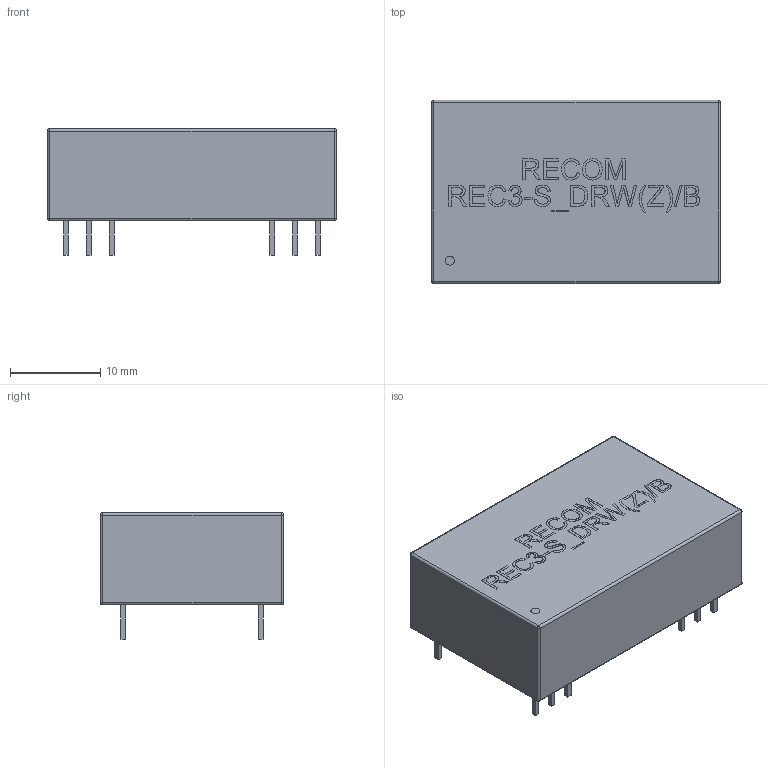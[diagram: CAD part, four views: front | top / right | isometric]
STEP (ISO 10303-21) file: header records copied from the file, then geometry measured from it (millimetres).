
FILE_DESCRIPTION( ( 'Unknown' ), '1' );
FILE_NAME( 'REC3-S_DRW(Z)_B.stp', 'Unknown', ( 'Unknown' ), ( 'Unknown' ), 'XStep 1.0', 'Unknown', ' ' );
FILE_SCHEMA( ( 'automotive_design' ) );
Length unit declared in the file: millimetre
Products named in the file (1): 1
Bounding box: 32 x 20.3 x 14.01 mm (x, y, z)
Volume: 6634.5 mm3; surface area: 2437.7 mm2
Topology: 1 solids, 1 shells, 254 faces, 620 edges, 400 vertices
Faces by surface type: plane 189, extrusion 44, cylinder 13, sphere 8
Full cylindrical faces by diameter (mm): 1 x1
Entity records: 11374 total; most frequent: CARTESIAN_POINT 3931, ORIENTED_EDGE 1218, DIRECTION 823, EDGE_CURVE 609, VERTEX_POINT 400, VECTOR 349, B_SPLINE_CURVE_WITH_KNOTS 322, LINE 305
